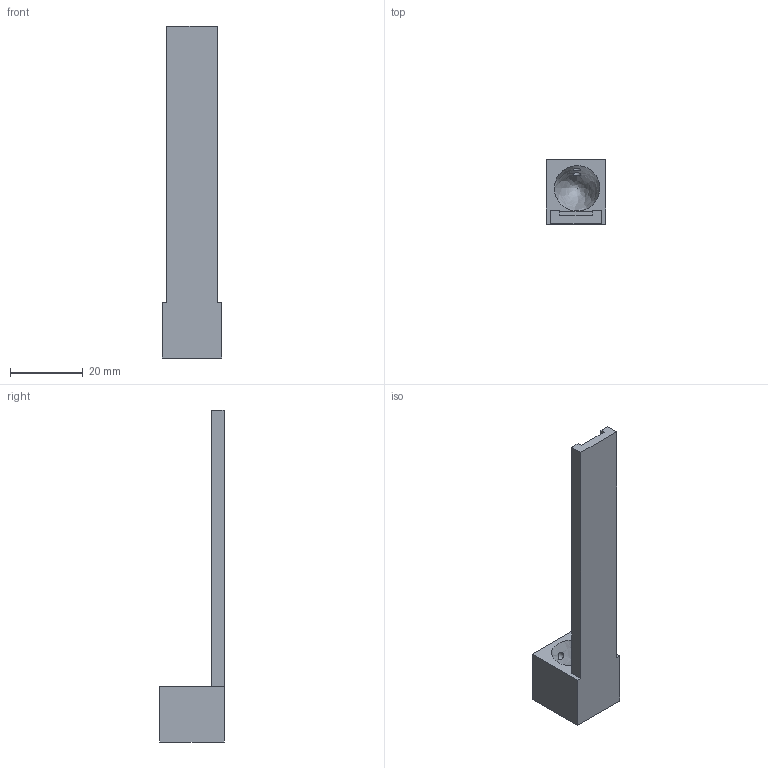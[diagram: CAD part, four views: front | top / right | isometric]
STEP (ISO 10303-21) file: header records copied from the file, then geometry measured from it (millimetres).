
FILE_DESCRIPTION(/* description */ ('','CAx-IF Rec.Pracs.---Representation and Presentation of Product Manufacturing Information (PMI)---4.0---2014-10-13'),/* implementation_level */ '2;1');
FILE_NAME(/* name */ 'sized index fingerhat dimensions v19.step',/* time_stamp */ '2025-03-16T11:49:20-07:00',/* author */ (''),/* organization */ (''),/* preprocessor_version */ 'ST-DEVELOPER v20',/* originating_system */ 'Autodesk Translation Framework v13.20.0.188',/* authorisation */ '');
FILE_SCHEMA (('AP242_MANAGED_MODEL_BASED_3D_ENGINEERING_MIM_LF { 1 0 10303 442 1 1 4 }'));
Length unit declared in the file: inch
Products named in the file (1): sized index fingerhat dimensions
Bounding box: 16.51 x 17.68 x 91.44 mm (x, y, z)
Volume: 6630.9 mm3; surface area: 4742.6 mm2
Topology: 1 solids, 1 shells, 17 faces, 47 edges, 32 vertices
Faces by surface type: plane 14, cylinder 2, bspline 1
Full cylindrical faces by diameter (mm): 2.032 x2
Entity records: 779 total; most frequent: CARTESIAN_POINT 313, ORIENTED_EDGE 92, DIRECTION 76, EDGE_CURVE 46, LINE 38, VECTOR 38, VERTEX_POINT 32, EDGE_LOOP 22
